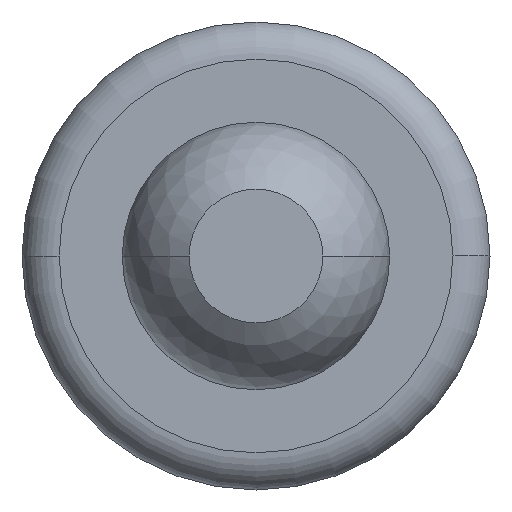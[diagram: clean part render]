
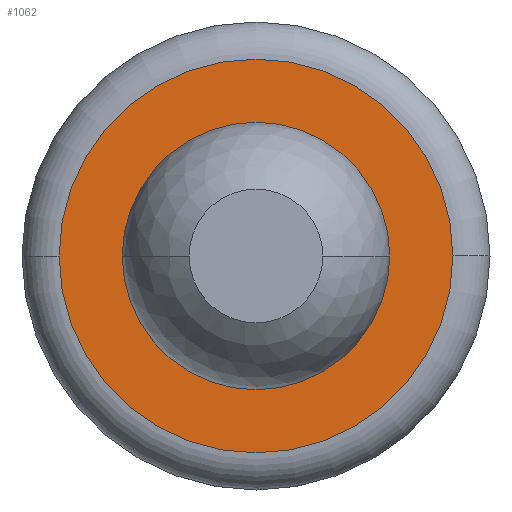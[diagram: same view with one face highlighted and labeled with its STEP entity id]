
A CAD part, front view. The second image highlights one B-rep face of the part: STEP entity #1062.
In plain terms, the highlighted planar face has unit normal (0, -1, 0).
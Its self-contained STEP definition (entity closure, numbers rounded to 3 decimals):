
#549=CARTESIAN_POINT('',(0.,15.3,0.));
#550=DIRECTION('',(0.,-1.,0.));
#551=DIRECTION('',(1.,0.,0.));
#552=AXIS2_PLACEMENT_3D('',#549,#550,#551);
#557=CARTESIAN_POINT('',(0.,15.3,0.));
#558=DIRECTION('',(0.,1.,0.));
#559=DIRECTION('',(1.,0.,0.));
#560=AXIS2_PLACEMENT_3D('',#557,#558,#559);
#565=CARTESIAN_POINT('',(0.,15.3,0.));
#566=DIRECTION('',(0.,1.,0.));
#567=DIRECTION('',(1.,0.,0.));
#568=AXIS2_PLACEMENT_3D('',#565,#566,#567);
#573=CARTESIAN_POINT('',(0.,15.3,0.));
#574=DIRECTION('',(0.,1.,0.));
#575=DIRECTION('',(-1.,0.,0.));
#576=AXIS2_PLACEMENT_3D('',#573,#574,#575);
#692=CARTESIAN_POINT('',(1.8,15.3,0.));
#694=VERTEX_POINT('',#692);
#706=CARTESIAN_POINT('',(-1.8,15.3,0.));
#708=VERTEX_POINT('',#706);
#729=CARTESIAN_POINT('',(2.65,15.3,0.));
#730=CARTESIAN_POINT('',(-2.65,15.3,0.));
#731=VERTEX_POINT('',#729);
#732=VERTEX_POINT('',#730);
#1047=CARTESIAN_POINT('',(0.,15.3,0.));
#1048=DIRECTION('',(0.,-1.,0.));
#1049=DIRECTION('',(-1.,0.,0.));
#1050=AXIS2_PLACEMENT_3D('',#1047,#1048,#1049);
#1051=PLANE('',#1050);
#1052=ORIENTED_EDGE('',*,*,#1041,.T.);
#1053=ORIENTED_EDGE('',*,*,#1027,.T.);
#1054=EDGE_LOOP('',(#1052,#1053));
#1055=FACE_OUTER_BOUND('',#1054,.F.);
#1057=ORIENTED_EDGE('',*,*,#1056,.T.);
#1059=ORIENTED_EDGE('',*,*,#1058,.F.);
#1060=EDGE_LOOP('',(#1057,#1059));
#1061=FACE_BOUND('',#1060,.F.);
#1062=ADVANCED_FACE('',(#1055,#1061),#1051,.T.);
#553=CIRCLE('',#552,1.8);
#561=CIRCLE('',#560,1.8);
#569=CIRCLE('',#568,2.65);
#577=CIRCLE('',#576,2.65);
#1027=EDGE_CURVE('',#732,#731,#577,.T.);
#1041=EDGE_CURVE('',#731,#732,#569,.T.);
#1056=EDGE_CURVE('',#694,#708,#553,.T.);
#1058=EDGE_CURVE('',#694,#708,#561,.T.);
